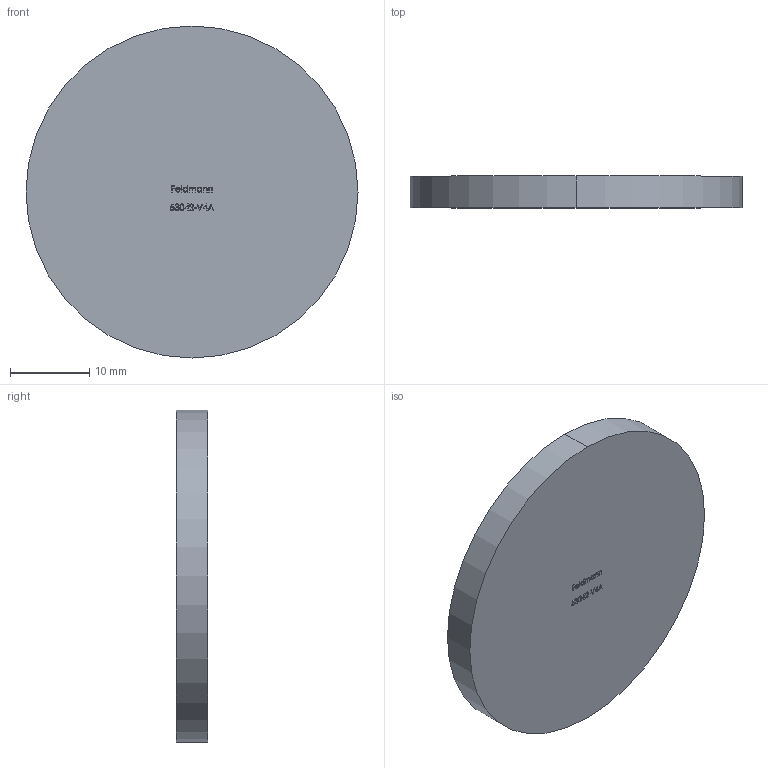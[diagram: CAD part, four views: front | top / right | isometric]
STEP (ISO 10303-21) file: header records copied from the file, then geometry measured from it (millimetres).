
FILE_DESCRIPTION (( 'STEP AP203' ), '1' );
FILE_NAME ('53042-V4A.step', '2020-10-16T11:31:29', ( '' ), ( '' ), 'SwSTEP 2.0', 'SolidWorks 2018', '' );
FILE_SCHEMA (( 'CONFIG_CONTROL_DESIGN' ));
Length unit declared in the file: millimetre
Products named in the file (2): 53042-V4A
Bounding box: 42 x 4 x 42 mm (x, y, z)
Volume: 5541.6 mm3; surface area: 3304.5 mm2
Topology: 1 solids, 1 shells, 230 faces, 612 edges, 408 vertices
Faces by surface type: plane 143, bspline 85, cylinder 2
Entity records: 11709 total; most frequent: CARTESIAN_POINT 6401, ORIENTED_EDGE 1224, DIRECTION 740, EDGE_CURVE 612, VECTOR 438, LINE 438, VERTEX_POINT 408, EDGE_LOOP 254
